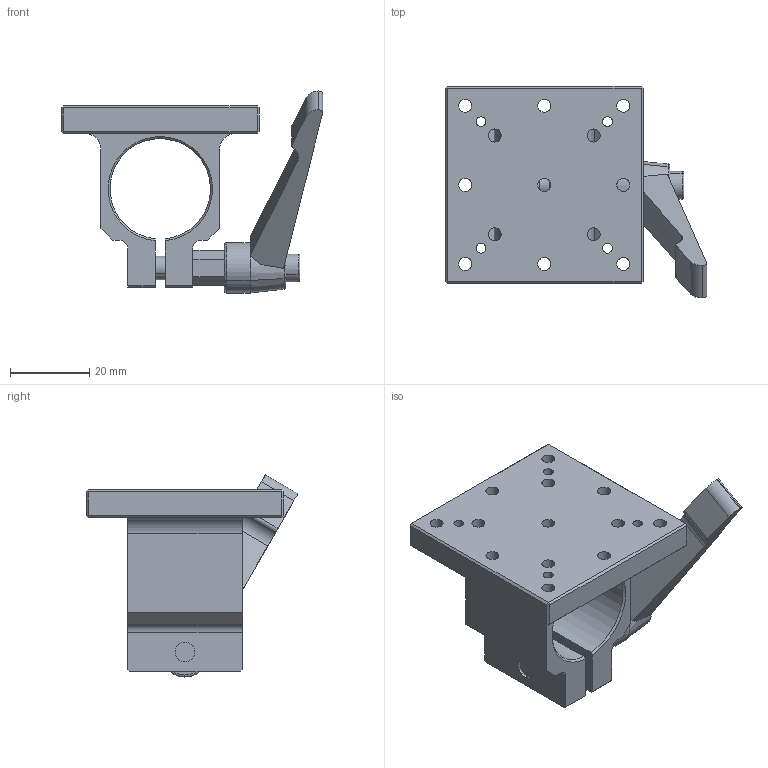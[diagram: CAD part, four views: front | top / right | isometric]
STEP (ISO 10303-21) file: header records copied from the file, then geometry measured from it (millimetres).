
FILE_DESCRIPTION (( 'STEP AP203' ), '1' );
FILE_NAME ('GCM-030213M 俋倛芞.STEP', '2017-12-21T07:37:08', ( 'china' ), ( 'china' ), 'SwSTEP 2.0', 'SolidWorks 2015', '' );
FILE_SCHEMA (( 'CONFIG_CONTROL_DESIGN' ));
Length unit declared in the file: millimetre
Products named in the file (1): GCM-030213M 俋倛芞
Bounding box: 66.07 x 53.58 x 51.1 mm (x, y, z)
Surface area: 15927.3 mm2 (no closed solid volume)
Topology: 0 solids, 4 shells, 130 faces, 352 edges, 221 vertices
Faces by surface type: plane 60, cylinder 55, torus 7, cone 6, bspline 2
Entity records: 4335 total; most frequent: CARTESIAN_POINT 902, DIRECTION 720, ORIENTED_EDGE 671, EDGE_CURVE 350, AXIS2_PLACEMENT_3D 263, VERTEX_POINT 221, LINE 194, VECTOR 194
